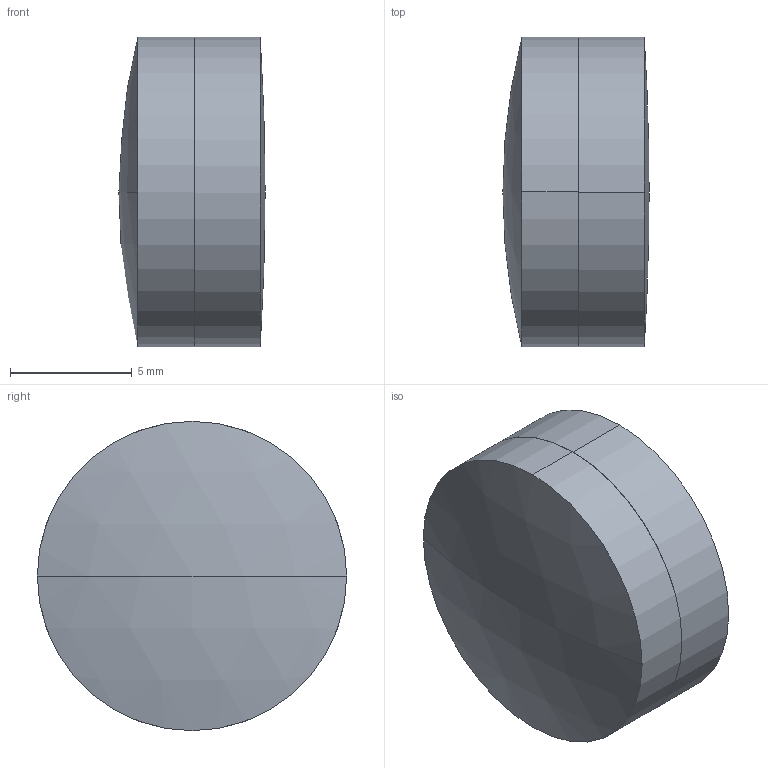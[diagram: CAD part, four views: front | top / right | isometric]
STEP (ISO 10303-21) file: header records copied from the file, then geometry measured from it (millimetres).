
FILE_DESCRIPTION (( 'STEP AP203' ), '1' );
FILE_NAME ('145273.STEP', '2024-05-11T03:07:16', ( '' ), ( '' ), 'SwSTEP 2.0', 'SolidWorks 2020', '' );
FILE_SCHEMA (( 'CONFIG_CONTROL_DESIGN' ));
Length unit declared in the file: millimetre
Products named in the file (1): 145273
Bounding box: 6 x 12.7 x 12.7 mm (x, y, z)
Volume: 698.6 mm3; surface area: 714.4 mm2
Topology: 2 solids, 2 shells, 12 faces, 28 edges, 20 vertices
Faces by surface type: sphere 8, cylinder 4
Entity records: 443 total; most frequent: DIRECTION 78, CARTESIAN_POINT 61, ORIENTED_EDGE 56, AXIS2_PLACEMENT_3D 37, EDGE_CURVE 28, CIRCLE 24, VERTEX_POINT 20, ADVANCED_FACE 12
